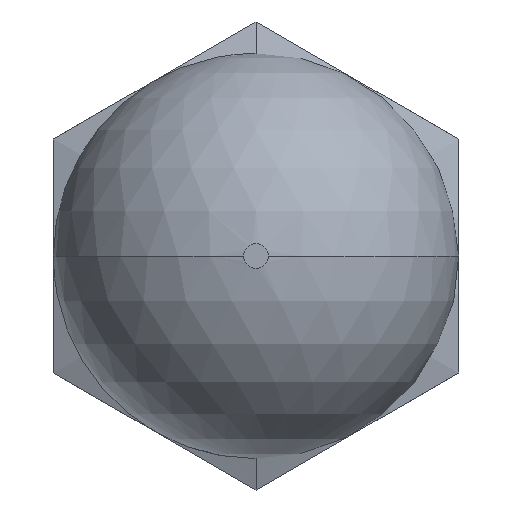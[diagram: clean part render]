
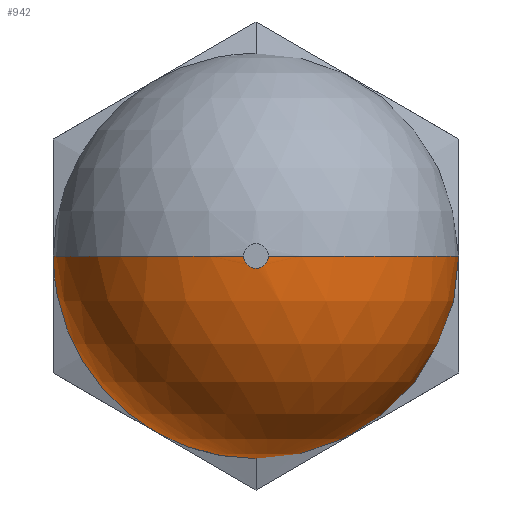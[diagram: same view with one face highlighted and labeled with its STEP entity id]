
A CAD part, front view. The second image highlights one B-rep face of the part: STEP entity #942.
In plain terms, the highlighted spherical face has radius 11 mm.
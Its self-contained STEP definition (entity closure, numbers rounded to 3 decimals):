
#9 = CARTESIAN_POINT ( 'NONE',  ( -7.5, -13., 0. ) ) ;
#11 = CARTESIAN_POINT ( 'NONE',  ( 7.5, -13., 0. ) ) ;
#25 = EDGE_CURVE ( 'NONE', #703, #518, #266, .T. ) ;
#48 = EDGE_CURVE ( 'NONE', #939, #703, #233, .T. ) ;
#57 = EDGE_CURVE ( 'NONE', #743, #706, #191, .T. ) ;
#66 = AXIS2_PLACEMENT_3D ( 'NONE', #734, #725, #722 ) ;
#87 = AXIS2_PLACEMENT_3D ( 'NONE', #279, #226, #284 ) ;
#109 = CARTESIAN_POINT ( 'NONE',  ( -0.663, -32.027, 0. ) ) ;
#124 = EDGE_CURVE ( 'NONE', #939, #743, #1034, .T. ) ;
#139 = EDGE_CURVE ( 'NONE', #518, #706, #1018, .T. ) ;
#187 = AXIS2_PLACEMENT_3D ( 'NONE', #806, #799, #791 ) ;
#191 = CIRCLE ( 'NONE', #66, 11. ) ;
#226 = DIRECTION ( 'NONE',  ( 0., 0., 1. ) ) ;
#232 = CARTESIAN_POINT ( 'NONE',  ( 0.663, -32.027, 0. ) ) ;
#233 = CIRCLE ( 'NONE', #187, 11. ) ;
#266 = CIRCLE ( 'NONE', #959, 7.5 ) ;
#279 = CARTESIAN_POINT ( 'NONE',  ( 0., -21.047, 0. ) ) ;
#284 = DIRECTION ( 'NONE',  ( -1., 0., 0. ) ) ;
#350 = DIRECTION ( 'NONE',  ( 0., 0., 1. ) ) ;
#357 = DIRECTION ( 'NONE',  ( 0., 1., 0. ) ) ;
#359 = EDGE_LOOP ( 'NONE', ( #1022, #640, #492, #767, #672 ) ) ;
#360 = CARTESIAN_POINT ( 'NONE',  ( 0., -13., 0. ) ) ;
#399 = DIRECTION ( 'NONE',  ( 0., 0., 1. ) ) ;
#401 = DIRECTION ( 'NONE',  ( 0., 1., 0. ) ) ;
#410 = CARTESIAN_POINT ( 'NONE',  ( 0., -32.027, 0. ) ) ;
#492 = ORIENTED_EDGE ( 'NONE', *, *, #57, .T. ) ;
#518 = VERTEX_POINT ( 'NONE', #820 ) ;
#594 = DIRECTION ( 'NONE',  ( 0., 0., 1. ) ) ;
#640 = ORIENTED_EDGE ( 'NONE', *, *, #124, .T. ) ;
#672 = ORIENTED_EDGE ( 'NONE', *, *, #25, .F. ) ;
#703 = VERTEX_POINT ( 'NONE', #11 ) ;
#706 = VERTEX_POINT ( 'NONE', #9 ) ;
#722 = DIRECTION ( 'NONE',  ( -1., 0., 0. ) ) ;
#725 = DIRECTION ( 'NONE',  ( 0., 0., -1. ) ) ;
#734 = CARTESIAN_POINT ( 'NONE',  ( 0., -21.047, 0. ) ) ;
#743 = VERTEX_POINT ( 'NONE', #109 ) ;
#767 = ORIENTED_EDGE ( 'NONE', *, *, #139, .F. ) ;
#791 = DIRECTION ( 'NONE',  ( 1., 0., 0. ) ) ;
#799 = DIRECTION ( 'NONE',  ( 0., 0., 1. ) ) ;
#806 = CARTESIAN_POINT ( 'NONE',  ( 0., -21.047, 0. ) ) ;
#820 = CARTESIAN_POINT ( 'NONE',  ( 0., -13., -7.5 ) ) ;
#916 = CARTESIAN_POINT ( 'NONE',  ( 0., -13., 0. ) ) ;
#920 = AXIS2_PLACEMENT_3D ( 'NONE', #360, #357, #350 ) ;
#926 = DIRECTION ( 'NONE',  ( 0., 1., 0. ) ) ;
#939 = VERTEX_POINT ( 'NONE', #232 ) ;
#942 = ADVANCED_FACE ( 'NONE', ( #954 ), #969, .T. ) ;
#950 = AXIS2_PLACEMENT_3D ( 'NONE', #410, #401, #399 ) ;
#954 = FACE_OUTER_BOUND ( 'NONE', #359, .T. ) ;
#959 = AXIS2_PLACEMENT_3D ( 'NONE', #916, #926, #594 ) ;
#969 = SPHERICAL_SURFACE ( 'NONE', #87, 11. ) ;
#1018 = CIRCLE ( 'NONE', #920, 7.5 ) ;
#1022 = ORIENTED_EDGE ( 'NONE', *, *, #48, .F. ) ;
#1034 = CIRCLE ( 'NONE', #950, 0.663 ) ;
